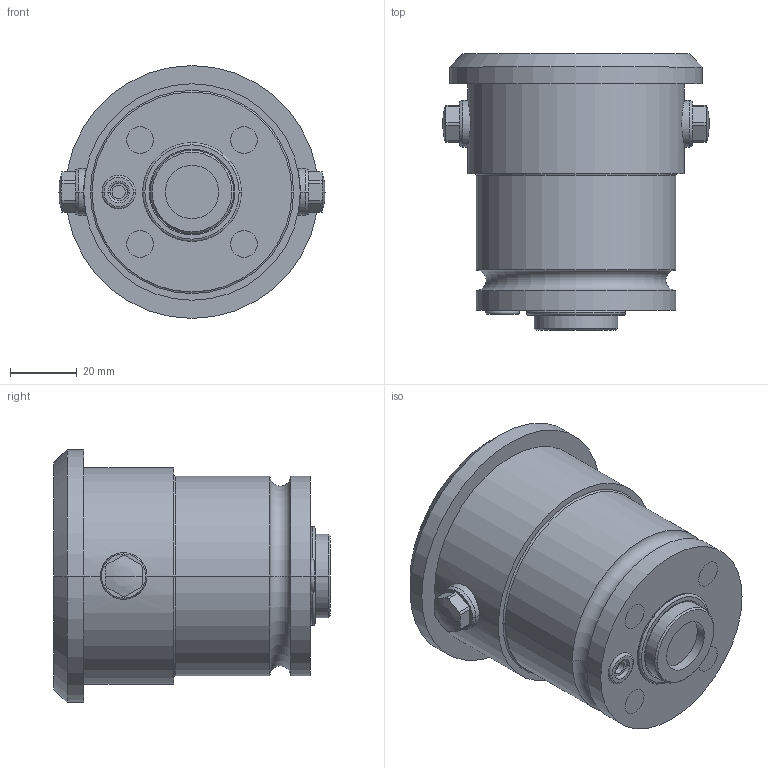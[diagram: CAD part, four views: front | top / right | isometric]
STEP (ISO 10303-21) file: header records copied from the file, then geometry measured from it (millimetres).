
FILE_DESCRIPTION((''),'2;1');
FILE_NAME('ILC15822600','2020-05-01T',('jweaver'),(''),'PRO/ENGINEER BY PARAMETRIC TECHNOLOGY CORPORATION, 2013320','PRO/ENGINEER BY PARAMETRIC TECHNOLOGY CORPORATION, 2013320','');
FILE_SCHEMA(('AUTOMOTIVE_DESIGN { 1 0 10303 214 1 1 1 1 }'));
Length unit declared in the file: inch
Products named in the file (1): ILC15822600
Bounding box: 80 x 83 x 75.9 mm (x, y, z)
Volume: 242850 mm3; surface area: 29918.1 mm2
Topology: 1 solids, 8 shells, 135 faces, 302 edges, 184 vertices
Faces by surface type: cylinder 54, plane 37, cone 24, torus 16, sphere 4
Entity records: 5264 total; most frequent: CARTESIAN_POINT 817, DIRECTION 740, ORIENTED_EDGE 572, PRESENTATION_STYLE_ASSIGNMENT 319, AXIS2_PLACEMENT_3D 318, STYLED_ITEM 295, CURVE_STYLE 290, EDGE_CURVE 290
